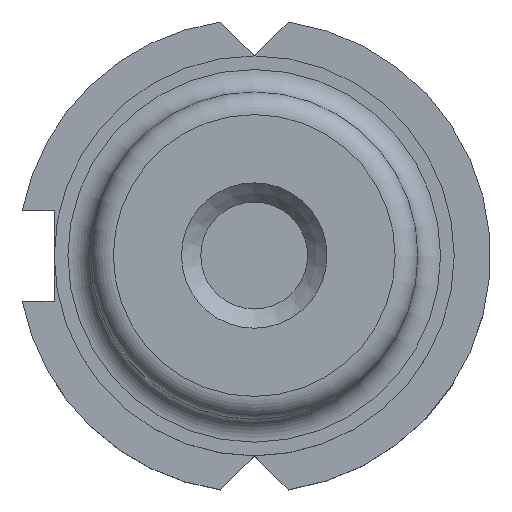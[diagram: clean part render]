
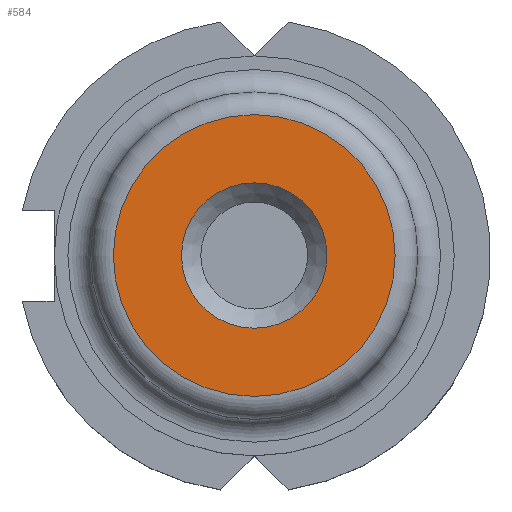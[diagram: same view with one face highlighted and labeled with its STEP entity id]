
A CAD part, top view. The second image highlights one B-rep face of the part: STEP entity #584.
In plain terms, the highlighted planar face has unit normal (0, 0, 1).
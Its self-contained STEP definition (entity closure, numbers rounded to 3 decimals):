
#98=FACE_BOUND('',#230,.T.);
#104=PLANE('',#646);
#198=FACE_OUTER_BOUND('',#229,.T.);
#229=EDGE_LOOP('',(#454,#455));
#230=EDGE_LOOP('',(#456,#457));
#269=CIRCLE('',#643,1.55);
#271=CIRCLE('',#645,1.55);
#272=CIRCLE('',#647,0.8);
#273=CIRCLE('',#648,0.8);
#316=VERTEX_POINT('',#960);
#317=VERTEX_POINT('',#961);
#318=VERTEX_POINT('',#966);
#319=VERTEX_POINT('',#967);
#369=EDGE_CURVE('',#316,#317,#269,.T.);
#371=EDGE_CURVE('',#317,#316,#271,.T.);
#372=EDGE_CURVE('',#318,#319,#272,.T.);
#373=EDGE_CURVE('',#319,#318,#273,.T.);
#454=ORIENTED_EDGE('',*,*,#369,.F.);
#455=ORIENTED_EDGE('',*,*,#371,.F.);
#456=ORIENTED_EDGE('',*,*,#372,.T.);
#457=ORIENTED_EDGE('',*,*,#373,.T.);
#584=ADVANCED_FACE('',(#198,#98),#104,.T.);
#643=AXIS2_PLACEMENT_3D('',#962,#750,#751);
#645=AXIS2_PLACEMENT_3D('',#964,#754,#755);
#646=AXIS2_PLACEMENT_3D('',#965,#756,#757);
#647=AXIS2_PLACEMENT_3D('',#968,#758,#759);
#648=AXIS2_PLACEMENT_3D('',#969,#760,#761);
#750=DIRECTION('center_axis',(0.,0.,-1.));
#751=DIRECTION('ref_axis',(-1.,0.,0.));
#754=DIRECTION('center_axis',(0.,0.,-1.));
#755=DIRECTION('ref_axis',(-1.,0.,0.));
#756=DIRECTION('center_axis',(0.,0.,1.));
#757=DIRECTION('ref_axis',(1.,0.,0.));
#758=DIRECTION('center_axis',(0.,0.,-1.));
#759=DIRECTION('ref_axis',(0.,-1.,0.));
#760=DIRECTION('center_axis',(0.,0.,-1.));
#761=DIRECTION('ref_axis',(0.,-1.,0.));
#960=CARTESIAN_POINT('',(1.55,0.,3.5));
#961=CARTESIAN_POINT('',(-1.55,0.,3.5));
#962=CARTESIAN_POINT('Origin',(0.,0.,3.5));
#964=CARTESIAN_POINT('Origin',(0.,0.,3.5));
#965=CARTESIAN_POINT('Origin',(0.,0.,3.5));
#966=CARTESIAN_POINT('',(0.,-0.8,3.5));
#967=CARTESIAN_POINT('',(0.,0.8,3.5));
#968=CARTESIAN_POINT('Origin',(0.,0.,3.5));
#969=CARTESIAN_POINT('Origin',(0.,0.,3.5));
